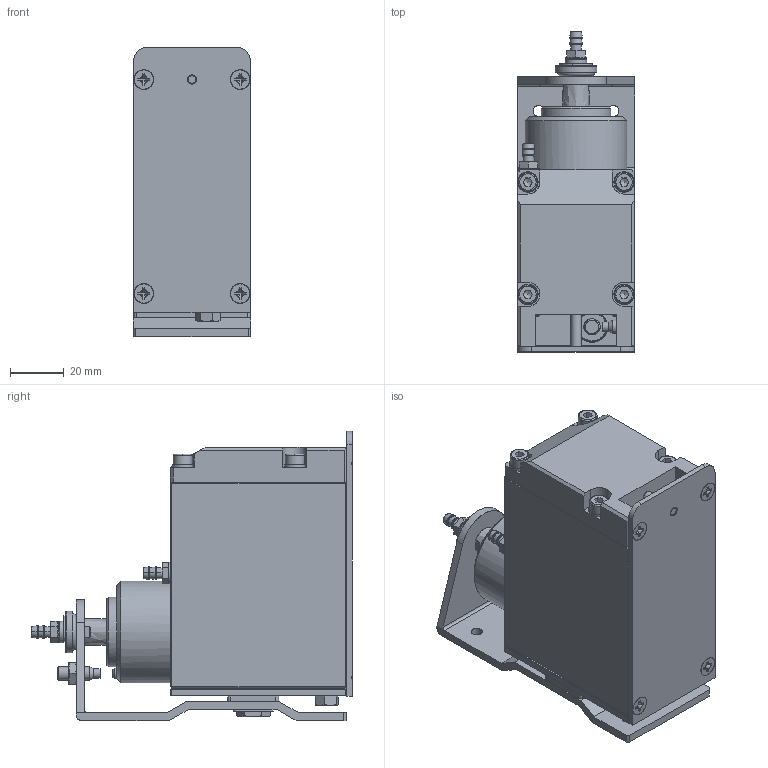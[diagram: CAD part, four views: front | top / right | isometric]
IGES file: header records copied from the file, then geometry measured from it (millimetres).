
Global section: file name:; native system: Rhinoceros ( Feb 22 2008 ); preprocessor: Trout Lake IGES 012 Feb 22 2008; date: 080925.063719; units: millimetre
Bounding box: 44 x 119.8 x 108.1 mm (x, y, z)
Surface area: 67690.9 mm2 (no closed solid volume)
Topology: 0 solids, 0 shells, 1008 faces, 9136 edges, 9088 vertices
Faces by surface type: bspline 1008
